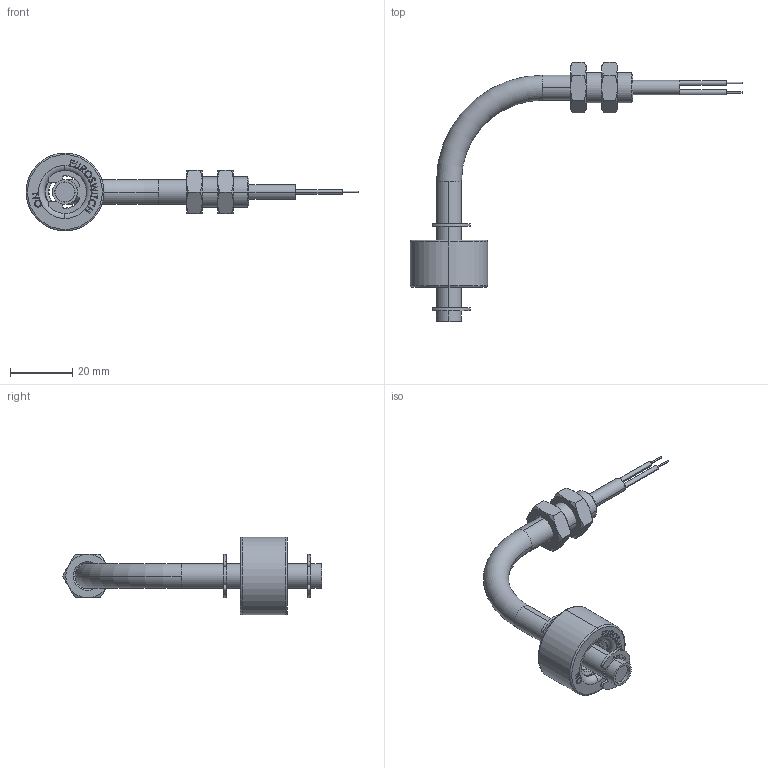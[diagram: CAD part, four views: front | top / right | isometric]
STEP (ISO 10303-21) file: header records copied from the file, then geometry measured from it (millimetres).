
FILE_DESCRIPTION (( 'STEP AP214' ), '1' );
FILE_NAME ('PG29.STEP', '2025-02-14T13:06:26', ( '' ), ( '' ), 'SwSTEP 2.0', 'SolidWorks 2019', '' );
FILE_SCHEMA (( 'AUTOMOTIVE_DESIGN' ));
Length unit declared in the file: millimetre
Products named in the file (1): PG29
Bounding box: 106.5 x 83.08 x 25 mm (x, y, z)
Surface area: 7586.8 mm2 (no closed solid volume)
Topology: 0 solids, 29 shells, 201 faces, 1014 edges, 836 vertices
Faces by surface type: plane 91, cylinder 62, cone 32, torus 10, bspline 6
Entity records: 15774 total; most frequent: CARTESIAN_POINT 6147, ORIENTED_EDGE 1381, DIRECTION 1329, EDGE_CURVE 1014, VERTEX_POINT 836, LINE 493, VECTOR 493, AXIS2_PLACEMENT_3D 418
